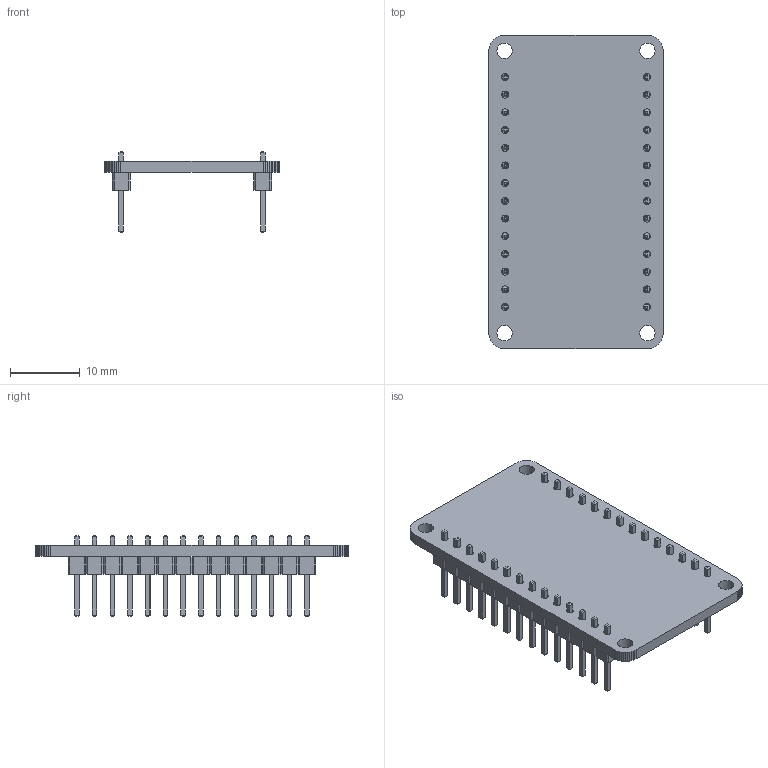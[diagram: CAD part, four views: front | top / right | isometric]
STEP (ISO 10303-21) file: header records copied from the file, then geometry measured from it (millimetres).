
FILE_DESCRIPTION(('KiCad electronic assembly'),'2;1');
FILE_NAME('Arduino MKR GPS Shield.step','2023-05-22T15:38:38',('Pcbnew') ,('Kicad'),'Open CASCADE STEP processor 7.6','KiCad to STEP converter' ,'Unknown');
FILE_SCHEMA(('AUTOMOTIVE_DESIGN { 1 0 10303 214 1 1 1 1 }'));
Length unit declared in the file: millimetre
Products named in the file (4): Arduino MKR GPS Shield 1; PinHeader_1x14_P2.54mm_Vertical; SOLID; PCB
Assembly tree (4 placements, depth 3):
  Arduino MKR GPS Shield 1
    PinHeader_1x14_P2.54mm_Vertical  x2
      SOLID
    PCB
Bounding box: 25 x 45 x 11.54 mm (x, y, z)
Volume: 2284.8 mm3; surface area: 3964.8 mm2
Topology: 3 solids, 3 shells, 766 faces, 1888 edges, 1184 vertices
Faces by surface type: plane 734, cylinder 32
Full cylindrical faces by diameter (mm): 1 x28, 2.2 x4
Entity records: 29084 total; most frequent: CARTESIAN_POINT 4701, DIRECTION 4072, LINE 3082, VECTOR 3082, ORIENTED_EDGE 2140, PCURVE 2140, DEFINITIONAL_REPRESENTATION 2140, EDGE_CURVE 1070
